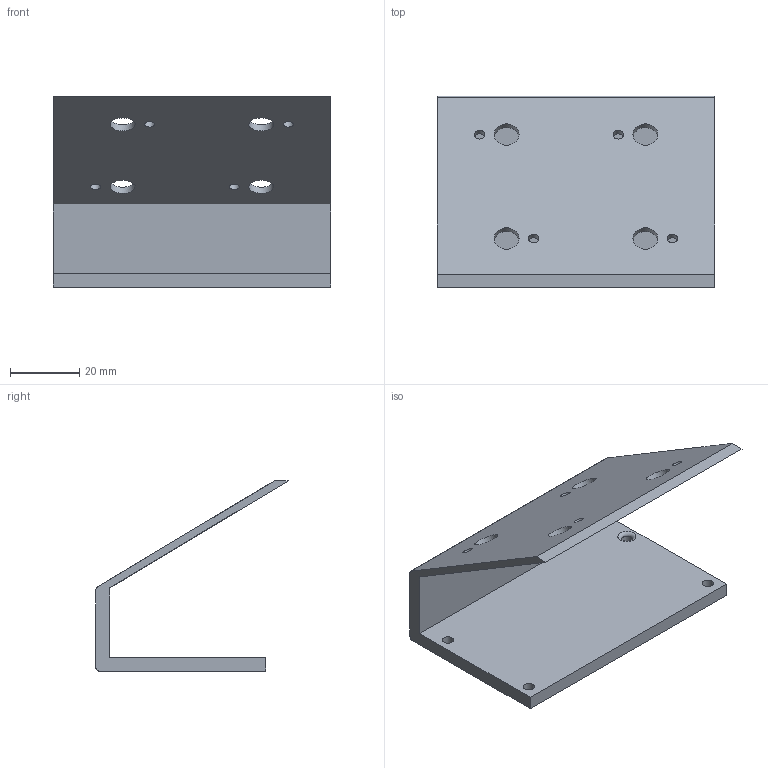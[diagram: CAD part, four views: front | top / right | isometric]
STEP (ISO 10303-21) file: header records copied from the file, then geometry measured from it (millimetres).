
FILE_DESCRIPTION(('FreeCAD Model'),'2;1');
FILE_NAME('Open CASCADE Shape Model','2023-11-04T06:44:50',('Author'),( ''),'Open CASCADE STEP processor 7.6','FreeCAD','Unknown');
FILE_SCHEMA(('AUTOMOTIVE_DESIGN { 1 0 10303 214 1 1 1 1 }'));
Length unit declared in the file: millimetre
Products named in the file (1): Körper
Bounding box: 80 x 55.43 x 54.9 mm (x, y, z)
Volume: 31421.9 mm3; surface area: 22010.6 mm2
Topology: 1 solids, 1 shells, 26 faces, 71 edges, 47 vertices
Faces by surface type: cylinder 14, plane 11, torus 1
Full cylindrical faces by diameter (mm): 3 x4, 3.2 x4, 7.2 x4
Entity records: 907 total; most frequent: DIRECTION 155, CARTESIAN_POINT 145, ORIENTED_EDGE 142, EDGE_CURVE 71, AXIS2_PLACEMENT_3D 57, FACE_BOUND 50, EDGE_LOOP 50, VERTEX_POINT 47
